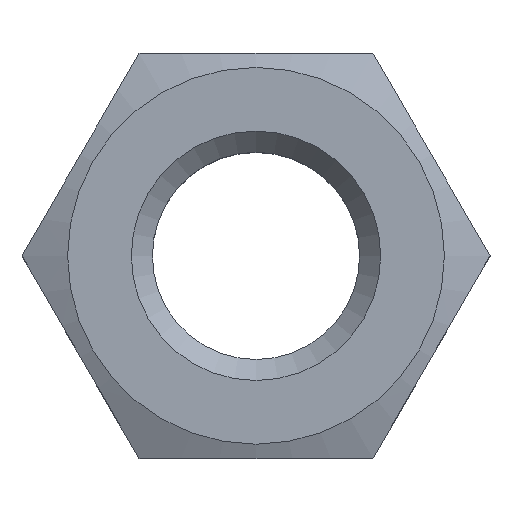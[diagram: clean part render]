
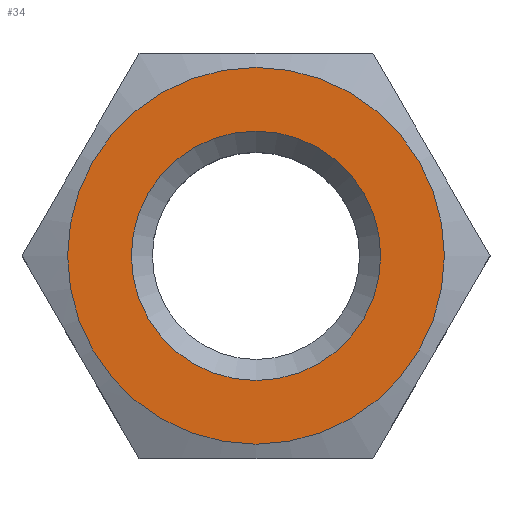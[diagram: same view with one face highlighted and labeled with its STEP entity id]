
A CAD part, top view. The second image highlights one B-rep face of the part: STEP entity #34.
In plain terms, the highlighted planar face has unit normal (0, 0, 1).
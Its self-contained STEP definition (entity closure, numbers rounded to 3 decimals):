
#22 = DIRECTION ( 'NONE',  ( 1., 0., 0. ) ) ;
#34 = ADVANCED_FACE ( 'NONE', ( #54, #275 ), #368, .T. ) ;
#53 = CARTESIAN_POINT ( 'NONE',  ( 6.043, 0., 6.5 ) ) ;
#54 = FACE_OUTER_BOUND ( 'NONE', #266, .T. ) ;
#101 = CARTESIAN_POINT ( 'NONE',  ( 0., 0., 6.5 ) ) ;
#106 = ORIENTED_EDGE ( 'NONE', *, *, #410, .F. ) ;
#125 = CIRCLE ( 'NONE', #176, 4. ) ;
#129 = DIRECTION ( 'NONE',  ( 1., 0., 0. ) ) ;
#146 = AXIS2_PLACEMENT_3D ( 'NONE', #219, #349, #129 ) ;
#152 = ORIENTED_EDGE ( 'NONE', *, *, #215, .F. ) ;
#162 = AXIS2_PLACEMENT_3D ( 'NONE', #407, #181, #307 ) ;
#176 = AXIS2_PLACEMENT_3D ( 'NONE', #101, #207, #22 ) ;
#178 = EDGE_LOOP ( 'NONE', ( #106 ) ) ;
#181 = DIRECTION ( 'NONE',  ( 0., 0., 1. ) ) ;
#207 = DIRECTION ( 'NONE',  ( 0., 0., 1. ) ) ;
#215 = EDGE_CURVE ( 'NONE', #362, #362, #287, .T. ) ;
#219 = CARTESIAN_POINT ( 'NONE',  ( 0., 0., 6.5 ) ) ;
#233 = CARTESIAN_POINT ( 'NONE',  ( 4., 0., 6.5 ) ) ;
#266 = EDGE_LOOP ( 'NONE', ( #152 ) ) ;
#275 = FACE_BOUND ( 'NONE', #178, .T. ) ;
#287 = CIRCLE ( 'NONE', #146, 6.043 ) ;
#307 = DIRECTION ( 'NONE',  ( 1., 0., 0. ) ) ;
#337 = VERTEX_POINT ( 'NONE', #233 ) ;
#349 = DIRECTION ( 'NONE',  ( 0., 0., -1. ) ) ;
#362 = VERTEX_POINT ( 'NONE', #53 ) ;
#368 = PLANE ( 'NONE',  #162 ) ;
#407 = CARTESIAN_POINT ( 'NONE',  ( 0., 0., 6.5 ) ) ;
#410 = EDGE_CURVE ( 'NONE', #337, #337, #125, .T. ) ;
